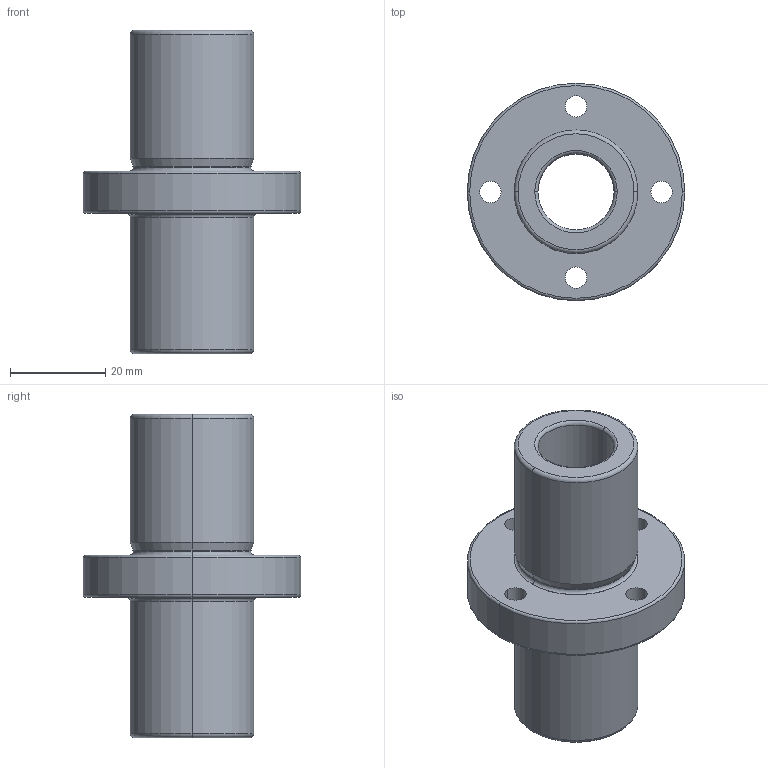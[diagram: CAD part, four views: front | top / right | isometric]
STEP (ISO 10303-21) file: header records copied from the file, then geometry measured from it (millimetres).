
FILE_DESCRIPTION (( 'STEP AP203' ), '1' );
FILE_NAME ('FlangeBearing_ABC60D5A31.step', '2022-06-08T15:04:01', ( '' ), ( '' ), 'SwSTEP 2.0', 'SolidWorks 2019', '' );
FILE_SCHEMA (( 'CONFIG_CONTROL_DESIGN' ));
Length unit declared in the file: inch
Products named in the file (3): o8RxkWoO7d_CADModel_0; FlangeBearing_ABC60D5A31
Assembly tree (1 placements, depth 2):
  o8RxkWoO7d_CADModel_0
  FlangeBearing_ABC60D5A31
    o8RxkWoO7d_CADModel_0
Bounding box: 45.75 x 45.75 x 68 mm (x, y, z)
Volume: 30140.7 mm3; surface area: 17404.6 mm2
Topology: 3 solids, 3 shells, 69 faces, 146 edges, 88 vertices
Faces by surface type: cylinder 36, torus 20, plane 11, cone 2
Entity records: 2186 total; most frequent: DIRECTION 402, CARTESIAN_POINT 308, ORIENTED_EDGE 292, AXIS2_PLACEMENT_3D 182, EDGE_CURVE 146, CIRCLE 108, VERTEX_POINT 88, EDGE_LOOP 88
